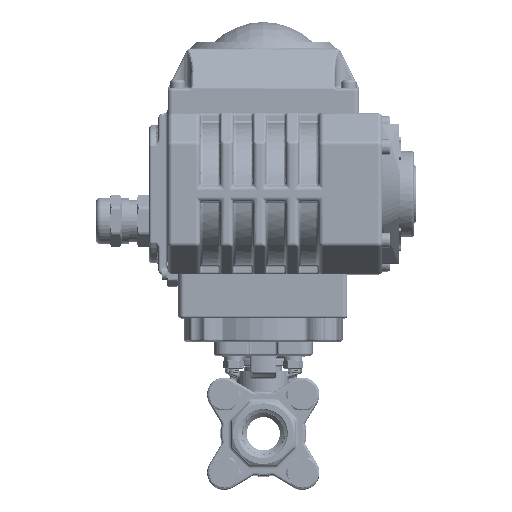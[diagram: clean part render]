
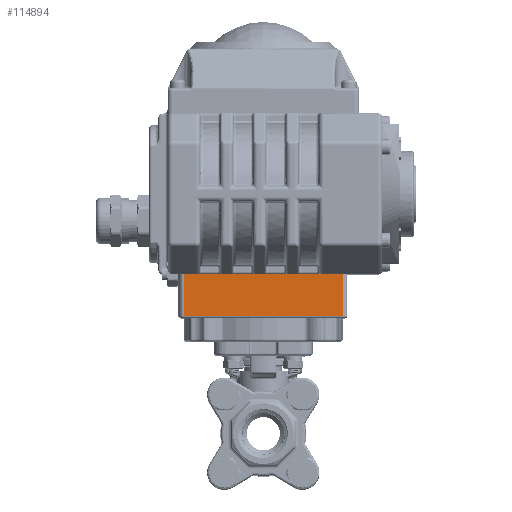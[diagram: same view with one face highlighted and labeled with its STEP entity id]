
A CAD part, top view. The second image highlights one B-rep face of the part: STEP entity #114894.
In plain terms, the highlighted planar face has unit normal (0, 0, 1).
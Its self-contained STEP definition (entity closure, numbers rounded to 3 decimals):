
#2167 = LINE ( 'NONE', #193016, #100518 ) ;
#3053 = LINE ( 'NONE', #156084, #101406 ) ;
#3432 = AXIS2_PLACEMENT_3D ( 'NONE', #198827, #81089, #218590 ) ;
#3485 = VERTEX_POINT ( 'NONE', #29061 ) ;
#7606 = CARTESIAN_POINT ( 'NONE',  ( -34., 68.25, 40. ) ) ;
#29061 = CARTESIAN_POINT ( 'NONE',  ( 34., 50.45, 40. ) ) ;
#32137 = VERTEX_POINT ( 'NONE', #48618 ) ;
#35370 = LINE ( 'NONE', #94138, #133727 ) ;
#38412 = DIRECTION ( 'NONE',  ( 0., 1., 0. ) ) ;
#48618 = CARTESIAN_POINT ( 'NONE',  ( -34., 68.25, 40. ) ) ;
#55628 = DIRECTION ( 'NONE',  ( 1., 0., 0. ) ) ;
#56163 = EDGE_LOOP ( 'NONE', ( #67293, #80898, #84385, #144281 ) ) ;
#61238 = CARTESIAN_POINT ( 'NONE',  ( 34., 68.25, 40. ) ) ;
#67293 = ORIENTED_EDGE ( 'NONE', *, *, #190373, .T. ) ;
#75231 = EDGE_CURVE ( 'NONE', #3485, #80130, #3053, .T. ) ;
#80130 = VERTEX_POINT ( 'NONE', #61238 ) ;
#80898 = ORIENTED_EDGE ( 'NONE', *, *, #221154, .T. ) ;
#81089 = DIRECTION ( 'NONE',  ( 0., 0., -1. ) ) ;
#84385 = ORIENTED_EDGE ( 'NONE', *, *, #75231, .T. ) ;
#85692 = LINE ( 'NONE', #7606, #137980 ) ;
#94138 = CARTESIAN_POINT ( 'NONE',  ( -36., 50.45, 40. ) ) ;
#99164 = FACE_OUTER_BOUND ( 'NONE', #56163, .T. ) ;
#100518 = VECTOR ( 'NONE', #55628, 1000. ) ;
#101406 = VECTOR ( 'NONE', #38412, 1000. ) ;
#114894 = ADVANCED_FACE ( 'NONE', ( #99164 ), #158459, .F. ) ;
#133671 = DIRECTION ( 'NONE',  ( 1., 0., 0. ) ) ;
#133727 = VECTOR ( 'NONE', #133671, 1000. ) ;
#134385 = CARTESIAN_POINT ( 'NONE',  ( -34., 50.45, 40. ) ) ;
#137980 = VECTOR ( 'NONE', #242999, 1000. ) ;
#144281 = ORIENTED_EDGE ( 'NONE', *, *, #163076, .F. ) ;
#156084 = CARTESIAN_POINT ( 'NONE',  ( 34., 68.25, 40. ) ) ;
#158459 = PLANE ( 'NONE',  #3432 ) ;
#163076 = EDGE_CURVE ( 'NONE', #32137, #80130, #2167, .T. ) ;
#190373 = EDGE_CURVE ( 'NONE', #32137, #190479, #85692, .T. ) ;
#190479 = VERTEX_POINT ( 'NONE', #134385 ) ;
#193016 = CARTESIAN_POINT ( 'NONE',  ( -36., 68.25, 40. ) ) ;
#198827 = CARTESIAN_POINT ( 'NONE',  ( -36., 68.25, 40. ) ) ;
#218590 = DIRECTION ( 'NONE',  ( -1., 0., 0. ) ) ;
#221154 = EDGE_CURVE ( 'NONE', #190479, #3485, #35370, .T. ) ;
#242999 = DIRECTION ( 'NONE',  ( 0., -1., 0. ) ) ;
